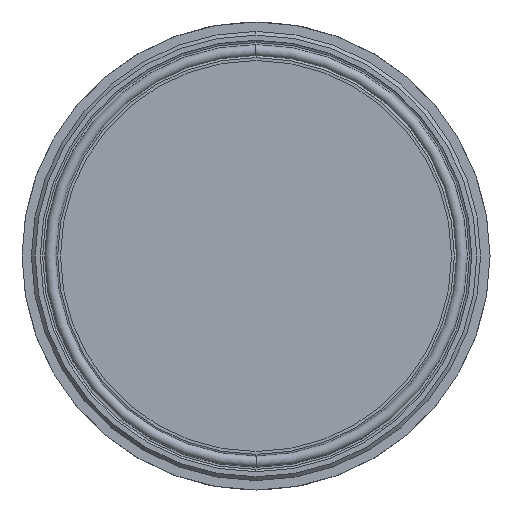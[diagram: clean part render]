
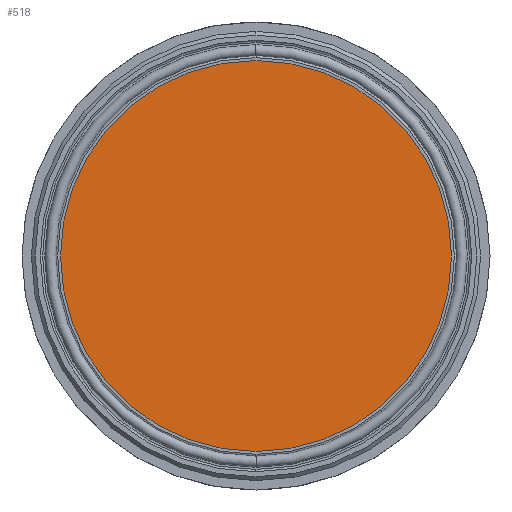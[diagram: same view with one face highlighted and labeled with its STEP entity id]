
A CAD part, left-side view. The second image highlights one B-rep face of the part: STEP entity #518.
In plain terms, the highlighted planar face has unit normal (1, 0, 0).
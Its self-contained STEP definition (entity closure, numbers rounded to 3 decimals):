
#8 = DIRECTION ( 'NONE',  ( 0., 0., -1. ) ) ;
#23 = CARTESIAN_POINT ( 'NONE',  ( 49.1, 0., 0. ) ) ;
#144 = EDGE_LOOP ( 'NONE', ( #166, #403 ) ) ;
#166 = ORIENTED_EDGE ( 'NONE', *, *, #1276, .T. ) ;
#232 = DIRECTION ( 'NONE',  ( 1., 0., 0. ) ) ;
#234 = DIRECTION ( 'NONE',  ( 1., 0., 0. ) ) ;
#261 = CIRCLE ( 'NONE', #576, 29. ) ;
#403 = ORIENTED_EDGE ( 'NONE', *, *, #906, .T. ) ;
#409 = CIRCLE ( 'NONE', #1172, 29. ) ;
#458 = DIRECTION ( 'NONE',  ( 0., 0., -1. ) ) ;
#465 = CARTESIAN_POINT ( 'NONE',  ( 49.1, 0., 29. ) ) ;
#518 = ADVANCED_FACE ( 'NONE', ( #1318 ), #1086, .T. ) ;
#576 = AXIS2_PLACEMENT_3D ( 'NONE', #23, #234, #8 ) ;
#605 = AXIS2_PLACEMENT_3D ( 'NONE', #859, #994, #1184 ) ;
#859 = CARTESIAN_POINT ( 'NONE',  ( 49.1, 0., 0. ) ) ;
#906 = EDGE_CURVE ( 'NONE', #1254, #998, #261, .T. ) ;
#994 = DIRECTION ( 'NONE',  ( 1., 0., 0. ) ) ;
#998 = VERTEX_POINT ( 'NONE', #1084 ) ;
#1084 = CARTESIAN_POINT ( 'NONE',  ( 49.1, 0., -29. ) ) ;
#1086 = PLANE ( 'NONE',  #605 ) ;
#1172 = AXIS2_PLACEMENT_3D ( 'NONE', #1374, #232, #458 ) ;
#1184 = DIRECTION ( 'NONE',  ( 0., 0., -1. ) ) ;
#1254 = VERTEX_POINT ( 'NONE', #465 ) ;
#1276 = EDGE_CURVE ( 'NONE', #998, #1254, #409, .T. ) ;
#1318 = FACE_OUTER_BOUND ( 'NONE', #144, .T. ) ;
#1374 = CARTESIAN_POINT ( 'NONE',  ( 49.1, 0., 0. ) ) ;
